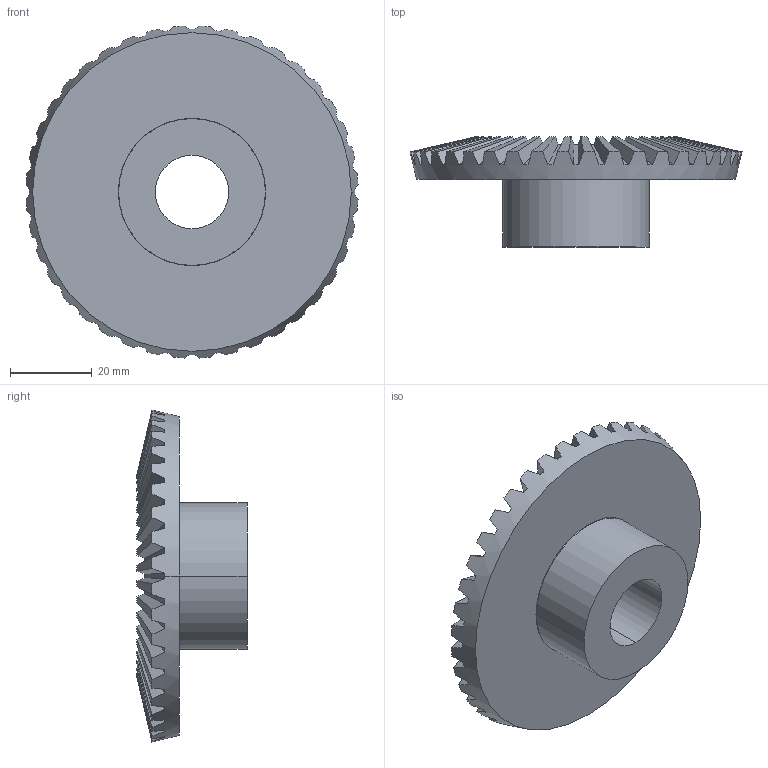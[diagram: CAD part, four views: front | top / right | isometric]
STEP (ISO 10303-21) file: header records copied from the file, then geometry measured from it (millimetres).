
FILE_DESCRIPTION(('STEP AP214'),'1');
FILE_NAME('p_201040-40.stp','2019-08-13T11:36:46',('TraceParts'),('TraceParts S.A.'),'Spatial InterOp 3D',' ',' ');
FILE_SCHEMA(('AUTOMOTIVE_DESIGN { 1 0 10303 214 1 1 1 1 }'));
Length unit declared in the file: millimetre
Products named in the file (1): p_201040-40
Bounding box: 81.42 x 27 x 81.42 mm (x, y, z)
Volume: 48934.4 mm3; surface area: 16797.9 mm2
Topology: 1 solids, 1 shells, 173 faces, 511 edges, 341 vertices
Faces by surface type: plane 123, cone 44, cylinder 4, torus 2
Entity records: 5935 total; most frequent: CARTESIAN_POINT 1186, DIRECTION 1122, ORIENTED_EDGE 1022, AXIS2_PLACEMENT_3D 517, EDGE_CURVE 511, VERTEX_POINT 341, ELLIPSE 244, EDGE_LOOP 176
